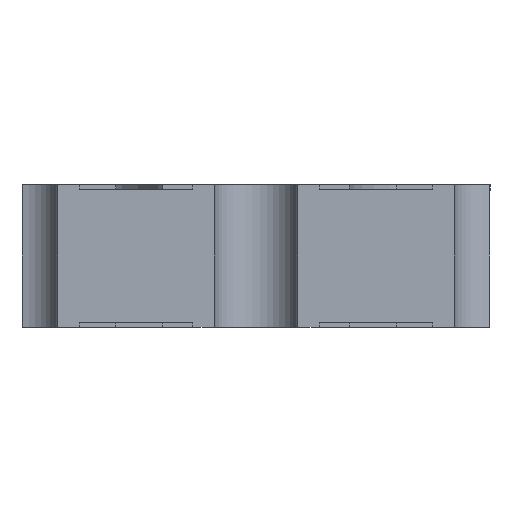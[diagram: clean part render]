
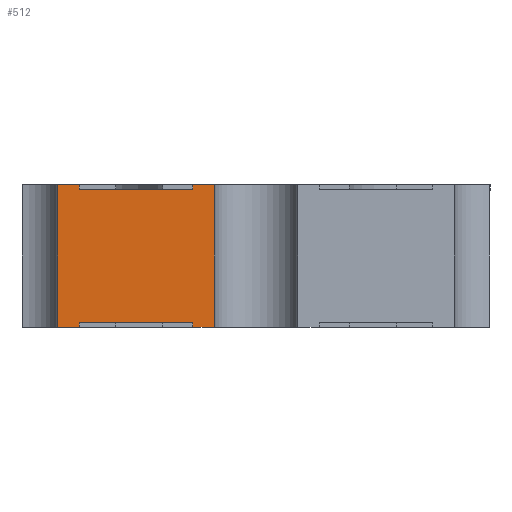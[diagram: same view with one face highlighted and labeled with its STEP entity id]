
A CAD part, left-side view. The second image highlights one B-rep face of the part: STEP entity #512.
In plain terms, the highlighted planar face has unit normal (-1, 0, 0).
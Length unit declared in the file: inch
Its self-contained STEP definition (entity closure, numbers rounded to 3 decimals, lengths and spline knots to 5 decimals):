
#65 = DIRECTION ( 'NONE',  ( 0., 0., 1. ) ) ;
#246 = CARTESIAN_POINT ( 'NONE',  ( -0.125, 0.0755, 0.002 ) ) ;
#258 = VERTEX_POINT ( 'NONE', #2604 ) ;
#317 = VECTOR ( 'NONE', #5374, 39.37008 ) ;
#512 = ADVANCED_FACE ( 'NONE', ( #8377 ), #9007, .F. ) ;
#525 = LINE ( 'NONE', #7328, #6096 ) ;
#637 = VECTOR ( 'NONE', #1355, 39.37008 ) ;
#649 = ORIENTED_EDGE ( 'NONE', *, *, #1685, .T. ) ;
#756 = VECTOR ( 'NONE', #9503, 39.37008 ) ;
#962 = VECTOR ( 'NONE', #7824, 39.37008 ) ;
#1294 = VECTOR ( 'NONE', #65, 39.37008 ) ;
#1331 = LINE ( 'NONE', #8774, #1697 ) ;
#1355 = DIRECTION ( 'NONE',  ( 0., 1., 0. ) ) ;
#1453 = EDGE_CURVE ( 'NONE', #9222, #9622, #6952, .T. ) ;
#1536 = VERTEX_POINT ( 'NONE', #2886 ) ;
#1619 = DIRECTION ( 'NONE',  ( 1., 0., 0. ) ) ;
#1685 = EDGE_CURVE ( 'NONE', #7425, #4856, #4305, .T. ) ;
#1697 = VECTOR ( 'NONE', #2069, 39.37008 ) ;
#1741 = AXIS2_PLACEMENT_3D ( 'NONE', #3924, #1619, #6910 ) ;
#1769 = EDGE_LOOP ( 'NONE', ( #7590, #7479, #2754, #6257, #5716, #649, #5371, #4302, #5248, #4174, #4758, #9382 ) ) ;
#1851 = VECTOR ( 'NONE', #3016, 39.37008 ) ;
#2069 = DIRECTION ( 'NONE',  ( 0., 0., -1. ) ) ;
#2099 = DIRECTION ( 'NONE',  ( 0., -1., 0. ) ) ;
#2218 = VERTEX_POINT ( 'NONE', #9149 ) ;
#2228 = CARTESIAN_POINT ( 'NONE',  ( -0.125, 0.0755, 0.002 ) ) ;
#2234 = EDGE_CURVE ( 'NONE', #8852, #1536, #4714, .T. ) ;
#2375 = CARTESIAN_POINT ( 'NONE',  ( -0.125, 0.01783, 0. ) ) ;
#2433 = CARTESIAN_POINT ( 'NONE',  ( -0.125, -0.1025, 0.059 ) ) ;
#2473 = EDGE_CURVE ( 'NONE', #9622, #8532, #8180, .T. ) ;
#2604 = CARTESIAN_POINT ( 'NONE',  ( -0.125, 0.08467, 0.061 ) ) ;
#2723 = DIRECTION ( 'NONE',  ( 0., 0., 1. ) ) ;
#2754 = ORIENTED_EDGE ( 'NONE', *, *, #2234, .T. ) ;
#2864 = CARTESIAN_POINT ( 'NONE',  ( -0.125, 0.0755, 0. ) ) ;
#2886 = CARTESIAN_POINT ( 'NONE',  ( -0.125, 0.0755, 0.061 ) ) ;
#3016 = DIRECTION ( 'NONE',  ( 0., 1., 0. ) ) ;
#3138 = EDGE_CURVE ( 'NONE', #3961, #8113, #525, .T. ) ;
#3229 = DIRECTION ( 'NONE',  ( 0., -1., 0. ) ) ;
#3775 = CARTESIAN_POINT ( 'NONE',  ( -0.125, 0.027, 0.002 ) ) ;
#3924 = CARTESIAN_POINT ( 'NONE',  ( -0.125, 0.01783, 0.002 ) ) ;
#3961 = VERTEX_POINT ( 'NONE', #4010 ) ;
#3964 = VECTOR ( 'NONE', #7443, 39.37008 ) ;
#4010 = CARTESIAN_POINT ( 'NONE',  ( -0.125, 0.027, 0.059 ) ) ;
#4064 = CARTESIAN_POINT ( 'NONE',  ( -0.125, 0.027, 0.061 ) ) ;
#4174 = ORIENTED_EDGE ( 'NONE', *, *, #5905, .T. ) ;
#4302 = ORIENTED_EDGE ( 'NONE', *, *, #1453, .T. ) ;
#4305 = LINE ( 'NONE', #7288, #5692 ) ;
#4405 = EDGE_CURVE ( 'NONE', #1536, #258, #6552, .T. ) ;
#4446 = CARTESIAN_POINT ( 'NONE',  ( -0.125, 0.0755, 0.059 ) ) ;
#4463 = CARTESIAN_POINT ( 'NONE',  ( -0.125, 0.027, 0.002 ) ) ;
#4635 = EDGE_CURVE ( 'NONE', #5813, #8113, #6881, .T. ) ;
#4714 = LINE ( 'NONE', #5444, #1294 ) ;
#4758 = ORIENTED_EDGE ( 'NONE', *, *, #6504, .F. ) ;
#4856 = VERTEX_POINT ( 'NONE', #2864 ) ;
#5091 = CARTESIAN_POINT ( 'NONE',  ( -0.125, -0.1025, 0.061 ) ) ;
#5227 = CARTESIAN_POINT ( 'NONE',  ( -0.125, -0.1025, 0.061 ) ) ;
#5248 = ORIENTED_EDGE ( 'NONE', *, *, #2473, .T. ) ;
#5355 = EDGE_CURVE ( 'NONE', #3961, #8852, #6314, .T. ) ;
#5371 = ORIENTED_EDGE ( 'NONE', *, *, #9533, .F. ) ;
#5374 = DIRECTION ( 'NONE',  ( 0., -1., 0. ) ) ;
#5428 = CARTESIAN_POINT ( 'NONE',  ( -0.125, 0.027, 0. ) ) ;
#5444 = CARTESIAN_POINT ( 'NONE',  ( -0.125, 0.0755, 0.059 ) ) ;
#5692 = VECTOR ( 'NONE', #2099, 39.37008 ) ;
#5716 = ORIENTED_EDGE ( 'NONE', *, *, #8683, .T. ) ;
#5771 = DIRECTION ( 'NONE',  ( 0., 0., -1. ) ) ;
#5813 = VERTEX_POINT ( 'NONE', #6457 ) ;
#5905 = EDGE_CURVE ( 'NONE', #8532, #2218, #8982, .T. ) ;
#6096 = VECTOR ( 'NONE', #2723, 39.37008 ) ;
#6257 = ORIENTED_EDGE ( 'NONE', *, *, #4405, .T. ) ;
#6314 = LINE ( 'NONE', #2433, #962 ) ;
#6457 = CARTESIAN_POINT ( 'NONE',  ( -0.125, 0.01783, 0.061 ) ) ;
#6504 = EDGE_CURVE ( 'NONE', #5813, #2218, #1331, .T. ) ;
#6534 = CARTESIAN_POINT ( 'NONE',  ( -0.125, 0.0755, 0.002 ) ) ;
#6552 = LINE ( 'NONE', #5091, #637 ) ;
#6881 = LINE ( 'NONE', #5227, #1851 ) ;
#6910 = DIRECTION ( 'NONE',  ( 0., 0., -1. ) ) ;
#6934 = VECTOR ( 'NONE', #5771, 39.37008 ) ;
#6952 = LINE ( 'NONE', #246, #8786 ) ;
#7184 = LINE ( 'NONE', #9478, #6934 ) ;
#7288 = CARTESIAN_POINT ( 'NONE',  ( -0.125, 0.01783, 0. ) ) ;
#7328 = CARTESIAN_POINT ( 'NONE',  ( -0.125, 0.027, 0.059 ) ) ;
#7425 = VERTEX_POINT ( 'NONE', #8695 ) ;
#7443 = DIRECTION ( 'NONE',  ( 0., 0., -1. ) ) ;
#7479 = ORIENTED_EDGE ( 'NONE', *, *, #5355, .T. ) ;
#7590 = ORIENTED_EDGE ( 'NONE', *, *, #3138, .F. ) ;
#7824 = DIRECTION ( 'NONE',  ( 0., 1., 0. ) ) ;
#8113 = VERTEX_POINT ( 'NONE', #4064 ) ;
#8180 = LINE ( 'NONE', #4463, #3964 ) ;
#8377 = FACE_OUTER_BOUND ( 'NONE', #1769, .T. ) ;
#8532 = VERTEX_POINT ( 'NONE', #5428 ) ;
#8683 = EDGE_CURVE ( 'NONE', #258, #7425, #7184, .T. ) ;
#8695 = CARTESIAN_POINT ( 'NONE',  ( -0.125, 0.08467, 0. ) ) ;
#8774 = CARTESIAN_POINT ( 'NONE',  ( -0.125, 0.01783, 0.002 ) ) ;
#8779 = LINE ( 'NONE', #6534, #756 ) ;
#8786 = VECTOR ( 'NONE', #3229, 39.37008 ) ;
#8852 = VERTEX_POINT ( 'NONE', #4446 ) ;
#8982 = LINE ( 'NONE', #2375, #317 ) ;
#9007 = PLANE ( 'NONE',  #1741 ) ;
#9149 = CARTESIAN_POINT ( 'NONE',  ( -0.125, 0.01783, 0. ) ) ;
#9222 = VERTEX_POINT ( 'NONE', #2228 ) ;
#9382 = ORIENTED_EDGE ( 'NONE', *, *, #4635, .T. ) ;
#9478 = CARTESIAN_POINT ( 'NONE',  ( -0.125, 0.08467, 0.002 ) ) ;
#9503 = DIRECTION ( 'NONE',  ( 0., 0., -1. ) ) ;
#9533 = EDGE_CURVE ( 'NONE', #9222, #4856, #8779, .T. ) ;
#9622 = VERTEX_POINT ( 'NONE', #3775 ) ;
